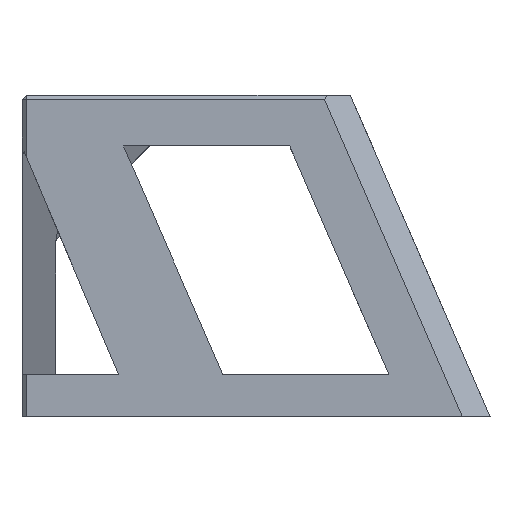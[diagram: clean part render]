
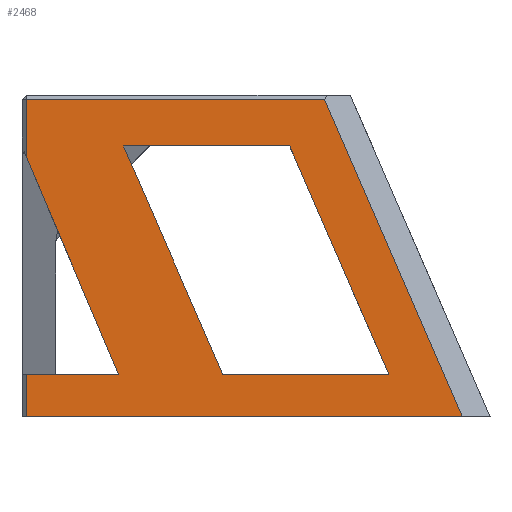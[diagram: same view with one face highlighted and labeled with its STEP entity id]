
A CAD part, left-side view. The second image highlights one B-rep face of the part: STEP entity #2468.
In plain terms, the highlighted planar face has unit normal (-1, 0, 0).
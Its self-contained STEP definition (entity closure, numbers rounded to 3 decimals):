
#13 = ORIENTED_EDGE ( 'NONE', *, *, #1114, .T. ) ;
#14 = VECTOR ( 'NONE', #2165, 1000. ) ;
#17 = EDGE_CURVE ( 'NONE', #3076, #2748, #1234, .T. ) ;
#51 = ORIENTED_EDGE ( 'NONE', *, *, #592, .T. ) ;
#58 = VERTEX_POINT ( 'NONE', #1784 ) ;
#112 = ORIENTED_EDGE ( 'NONE', *, *, #17, .T. ) ;
#121 = VERTEX_POINT ( 'NONE', #2266 ) ;
#126 = CARTESIAN_POINT ( 'NONE',  ( -29.828, 30.224, 448. ) ) ;
#150 = VERTEX_POINT ( 'NONE', #504 ) ;
#197 = CARTESIAN_POINT ( 'NONE',  ( -29.828, 38.125, 421. ) ) ;
#212 = CARTESIAN_POINT ( 'NONE',  ( -29.828, 61.354, 421. ) ) ;
#246 = ORIENTED_EDGE ( 'NONE', *, *, #2826, .T. ) ;
#294 = VECTOR ( 'NONE', #1302, 1000. ) ;
#327 = DIRECTION ( 'NONE',  ( 0., -0.398, -0.917 ) ) ;
#334 = DIRECTION ( 'NONE',  ( -1., 0., 0. ) ) ;
#349 = CARTESIAN_POINT ( 'NONE',  ( -29.828, 26.115, 453.5 ) ) ;
#502 = CARTESIAN_POINT ( 'NONE',  ( -29.828, 61.354, 446.755 ) ) ;
#504 = CARTESIAN_POINT ( 'NONE',  ( -29.828, 49.854, 448. ) ) ;
#567 = VERTEX_POINT ( 'NONE', #3240 ) ;
#573 = CARTESIAN_POINT ( 'NONE',  ( -29.828, 61.354, 453.5 ) ) ;
#592 = EDGE_CURVE ( 'NONE', #704, #2135, #1124, .T. ) ;
#629 = CARTESIAN_POINT ( 'NONE',  ( -29.828, 18.495, 421. ) ) ;
#704 = VERTEX_POINT ( 'NONE', #933 ) ;
#769 = ORIENTED_EDGE ( 'NONE', *, *, #2571, .T. ) ;
#804 = DIRECTION ( 'NONE',  ( 0., 1., 0. ) ) ;
#825 = DIRECTION ( 'NONE',  ( 0., -1., 0. ) ) ;
#830 = EDGE_CURVE ( 'NONE', #1413, #1480, #2052, .T. ) ;
#896 = CARTESIAN_POINT ( 'NONE',  ( -29.828, 61.854, 448. ) ) ;
#927 = CARTESIAN_POINT ( 'NONE',  ( -29.828, 61.354, 416. ) ) ;
#933 = CARTESIAN_POINT ( 'NONE',  ( -29.828, 30.224, 448. ) ) ;
#977 = LINE ( 'NONE', #1259, #2195 ) ;
#1013 = EDGE_LOOP ( 'NONE', ( #51, #2947, #1624, #1620, #2489 ) ) ;
#1114 = EDGE_CURVE ( 'NONE', #2406, #58, #977, .T. ) ;
#1118 = FACE_OUTER_BOUND ( 'NONE', #3133, .T. ) ;
#1124 = LINE ( 'NONE', #126, #2933 ) ;
#1187 = LINE ( 'NONE', #2232, #3275 ) ;
#1234 = LINE ( 'NONE', #2258, #1842 ) ;
#1259 = CARTESIAN_POINT ( 'NONE',  ( -29.828, 61.354, 416. ) ) ;
#1301 = EDGE_CURVE ( 'NONE', #2135, #1413, #1187, .T. ) ;
#1302 = DIRECTION ( 'NONE',  ( 0., -0.39, -0.921 ) ) ;
#1413 = VERTEX_POINT ( 'NONE', #197 ) ;
#1426 = LINE ( 'NONE', #2193, #2805 ) ;
#1480 = VERTEX_POINT ( 'NONE', #1835 ) ;
#1517 = DIRECTION ( 'NONE',  ( 0., 0., -1. ) ) ;
#1620 = ORIENTED_EDGE ( 'NONE', *, *, #2717, .T. ) ;
#1624 = ORIENTED_EDGE ( 'NONE', *, *, #830, .T. ) ;
#1629 = VERTEX_POINT ( 'NONE', #502 ) ;
#1676 = FACE_BOUND ( 'NONE', #1013, .T. ) ;
#1680 = LINE ( 'NONE', #896, #2742 ) ;
#1784 = CARTESIAN_POINT ( 'NONE',  ( -29.828, 61.354, 416. ) ) ;
#1835 = CARTESIAN_POINT ( 'NONE',  ( -29.828, 48.022, 443.784 ) ) ;
#1842 = VECTOR ( 'NONE', #2760, 1000. ) ;
#1874 = LINE ( 'NONE', #2661, #14 ) ;
#1895 = ORIENTED_EDGE ( 'NONE', *, *, #2545, .T. ) ;
#1954 = DIRECTION ( 'NONE',  ( 0., -1., 0. ) ) ;
#2027 = CARTESIAN_POINT ( 'NONE',  ( -29.828, 25.854, 416. ) ) ;
#2047 = VECTOR ( 'NONE', #3046, 1000. ) ;
#2052 = LINE ( 'NONE', #3371, #3212 ) ;
#2125 = LINE ( 'NONE', #3134, #2367 ) ;
#2135 = VERTEX_POINT ( 'NONE', #629 ) ;
#2142 = EDGE_CURVE ( 'NONE', #150, #704, #1680, .T. ) ;
#2157 = ORIENTED_EDGE ( 'NONE', *, *, #2937, .T. ) ;
#2165 = DIRECTION ( 'NONE',  ( 0., 0.398, 0.917 ) ) ;
#2168 = CARTESIAN_POINT ( 'NONE',  ( -29.828, 61.354, 446.755 ) ) ;
#2193 = CARTESIAN_POINT ( 'NONE',  ( -29.828, 26.115, 453.5 ) ) ;
#2195 = VECTOR ( 'NONE', #1517, 1000. ) ;
#2203 = LINE ( 'NONE', #927, #2363 ) ;
#2232 = CARTESIAN_POINT ( 'NONE',  ( -29.828, 61.854, 421. ) ) ;
#2258 = CARTESIAN_POINT ( 'NONE',  ( -29.828, 61.854, 453.5 ) ) ;
#2266 = CARTESIAN_POINT ( 'NONE',  ( -29.828, 9.825, 416. ) ) ;
#2313 = LINE ( 'NONE', #2027, #2047 ) ;
#2363 = VECTOR ( 'NONE', #2758, 1000. ) ;
#2367 = VECTOR ( 'NONE', #804, 1000. ) ;
#2395 = CARTESIAN_POINT ( 'NONE',  ( -29.828, 61.854, 416. ) ) ;
#2406 = VERTEX_POINT ( 'NONE', #212 ) ;
#2413 = AXIS2_PLACEMENT_3D ( 'NONE', #2395, #334, #825 ) ;
#2452 = DIRECTION ( 'NONE',  ( 0., -0.398, -0.917 ) ) ;
#2468 = ADVANCED_FACE ( 'NONE', ( #1676, #1118 ), #2936, .T. ) ;
#2489 = ORIENTED_EDGE ( 'NONE', *, *, #2142, .T. ) ;
#2528 = ORIENTED_EDGE ( 'NONE', *, *, #3186, .F. ) ;
#2545 = EDGE_CURVE ( 'NONE', #1629, #567, #2589, .T. ) ;
#2571 = EDGE_CURVE ( 'NONE', #2748, #1629, #2203, .T. ) ;
#2589 = LINE ( 'NONE', #2168, #294 ) ;
#2603 = DIRECTION ( 'NONE',  ( 0., 0.398, 0.917 ) ) ;
#2661 = CARTESIAN_POINT ( 'NONE',  ( -29.828, 48.022, 443.784 ) ) ;
#2717 = EDGE_CURVE ( 'NONE', #1480, #150, #1874, .T. ) ;
#2742 = VECTOR ( 'NONE', #1954, 1000. ) ;
#2748 = VERTEX_POINT ( 'NONE', #573 ) ;
#2758 = DIRECTION ( 'NONE',  ( 0., 0., -1. ) ) ;
#2760 = DIRECTION ( 'NONE',  ( 0., 1., 0. ) ) ;
#2805 = VECTOR ( 'NONE', #2452, 1000. ) ;
#2826 = EDGE_CURVE ( 'NONE', #58, #121, #2313, .T. ) ;
#2933 = VECTOR ( 'NONE', #327, 1000. ) ;
#2936 = PLANE ( 'NONE',  #2413 ) ;
#2937 = EDGE_CURVE ( 'NONE', #567, #2406, #2125, .T. ) ;
#2947 = ORIENTED_EDGE ( 'NONE', *, *, #1301, .T. ) ;
#3046 = DIRECTION ( 'NONE',  ( 0., -1., 0. ) ) ;
#3076 = VERTEX_POINT ( 'NONE', #349 ) ;
#3133 = EDGE_LOOP ( 'NONE', ( #1895, #2157, #13, #246, #2528, #112, #769 ) ) ;
#3134 = CARTESIAN_POINT ( 'NONE',  ( -29.828, 61.854, 421. ) ) ;
#3186 = EDGE_CURVE ( 'NONE', #3076, #121, #1426, .T. ) ;
#3212 = VECTOR ( 'NONE', #2603, 1000. ) ;
#3240 = CARTESIAN_POINT ( 'NONE',  ( -29.828, 50.44, 421. ) ) ;
#3260 = DIRECTION ( 'NONE',  ( 0., 1., 0. ) ) ;
#3275 = VECTOR ( 'NONE', #3260, 1000. ) ;
#3371 = CARTESIAN_POINT ( 'NONE',  ( -29.828, 38.125, 421. ) ) ;
